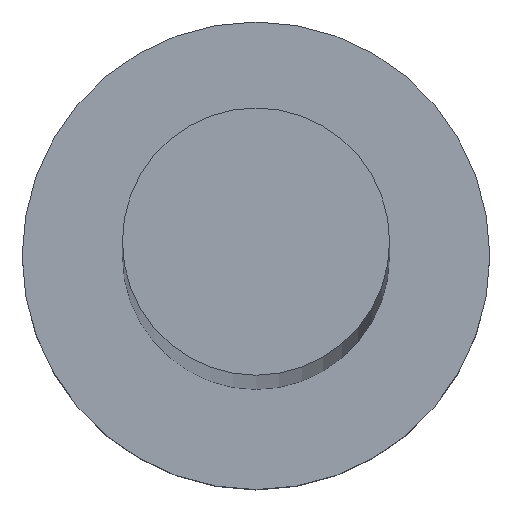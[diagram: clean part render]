
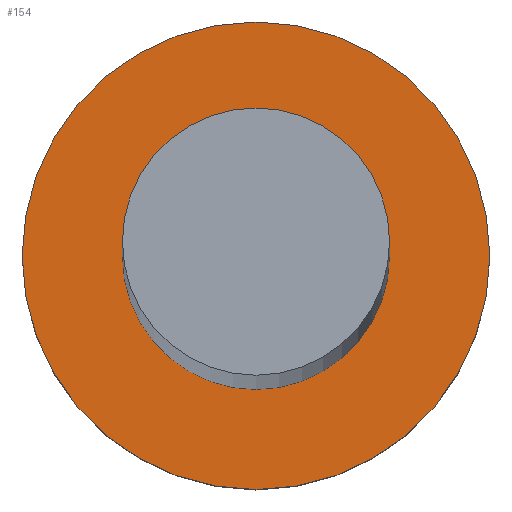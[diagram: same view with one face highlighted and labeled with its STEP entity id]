
A CAD part, top view. The second image highlights one B-rep face of the part: STEP entity #154.
In plain terms, the highlighted planar face has unit normal (0, 0, 1).
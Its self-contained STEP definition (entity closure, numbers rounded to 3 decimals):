
#3 = AXIS2_PLACEMENT_3D ( 'NONE', #162, #16, #189 ) ;
#16 = DIRECTION ( 'NONE',  ( 0., 0., 1. ) ) ;
#18 = CARTESIAN_POINT ( 'NONE',  ( 0., 0., 6.5 ) ) ;
#19 = DIRECTION ( 'NONE',  ( 0., 0., 1. ) ) ;
#21 = AXIS2_PLACEMENT_3D ( 'NONE', #113, #250, #47 ) ;
#37 = CARTESIAN_POINT ( 'NONE',  ( 4., 0., 6.5 ) ) ;
#47 = DIRECTION ( 'NONE',  ( 1., 0., 0. ) ) ;
#51 = CIRCLE ( 'NONE', #3, 4. ) ;
#57 = FACE_BOUND ( 'NONE', #241, .T. ) ;
#62 = VERTEX_POINT ( 'NONE', #37 ) ;
#66 = AXIS2_PLACEMENT_3D ( 'NONE', #18, #92, #85 ) ;
#69 = EDGE_CURVE ( 'NONE', #76, #218, #203, .T. ) ;
#73 = CARTESIAN_POINT ( 'NONE',  ( 0., 0., 6.5 ) ) ;
#76 = VERTEX_POINT ( 'NONE', #164 ) ;
#78 = EDGE_LOOP ( 'NONE', ( #146, #255 ) ) ;
#85 = DIRECTION ( 'NONE',  ( 1., 0., 0. ) ) ;
#90 = DIRECTION ( 'NONE',  ( 0., 0., 1. ) ) ;
#92 = DIRECTION ( 'NONE',  ( 0., 0., 1. ) ) ;
#108 = ORIENTED_EDGE ( 'NONE', *, *, #206, .F. ) ;
#113 = CARTESIAN_POINT ( 'NONE',  ( 0., 0., 6.5 ) ) ;
#140 = DIRECTION ( 'NONE',  ( 1., 0., 0. ) ) ;
#146 = ORIENTED_EDGE ( 'NONE', *, *, #69, .T. ) ;
#154 = ADVANCED_FACE ( 'NONE', ( #57, #157 ), #230, .T. ) ;
#155 = CIRCLE ( 'NONE', #183, 4. ) ;
#157 = FACE_OUTER_BOUND ( 'NONE', #78, .T. ) ;
#162 = CARTESIAN_POINT ( 'NONE',  ( 0., 0., 6.5 ) ) ;
#164 = CARTESIAN_POINT ( 'NONE',  ( -7., 0., 6.5 ) ) ;
#177 = CARTESIAN_POINT ( 'NONE',  ( 0., 0., 6.5 ) ) ;
#178 = CARTESIAN_POINT ( 'NONE',  ( -4., 0., 6.5 ) ) ;
#180 = VERTEX_POINT ( 'NONE', #178 ) ;
#183 = AXIS2_PLACEMENT_3D ( 'NONE', #73, #19, #214 ) ;
#184 = CIRCLE ( 'NONE', #66, 7. ) ;
#189 = DIRECTION ( 'NONE',  ( 1., 0., 0. ) ) ;
#199 = ORIENTED_EDGE ( 'NONE', *, *, #215, .F. ) ;
#203 = CIRCLE ( 'NONE', #21, 7. ) ;
#206 = EDGE_CURVE ( 'NONE', #62, #180, #51, .T. ) ;
#210 = CARTESIAN_POINT ( 'NONE',  ( 7., 0., 6.5 ) ) ;
#214 = DIRECTION ( 'NONE',  ( 1., 0., 0. ) ) ;
#215 = EDGE_CURVE ( 'NONE', #180, #62, #155, .T. ) ;
#218 = VERTEX_POINT ( 'NONE', #210 ) ;
#230 = PLANE ( 'NONE',  #242 ) ;
#241 = EDGE_LOOP ( 'NONE', ( #199, #108 ) ) ;
#242 = AXIS2_PLACEMENT_3D ( 'NONE', #177, #90, #140 ) ;
#244 = EDGE_CURVE ( 'NONE', #218, #76, #184, .T. ) ;
#250 = DIRECTION ( 'NONE',  ( 0., 0., 1. ) ) ;
#255 = ORIENTED_EDGE ( 'NONE', *, *, #244, .T. ) ;
